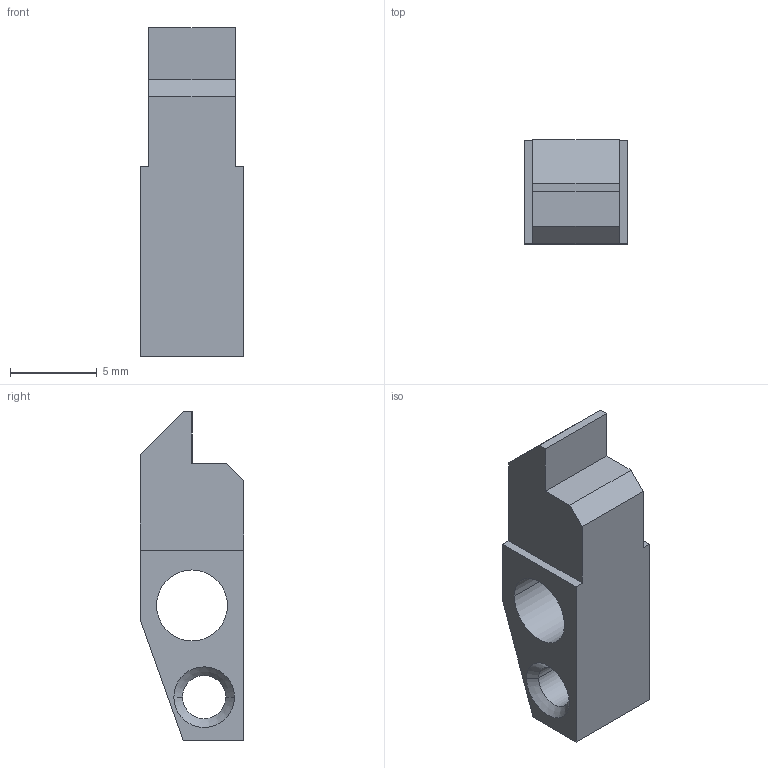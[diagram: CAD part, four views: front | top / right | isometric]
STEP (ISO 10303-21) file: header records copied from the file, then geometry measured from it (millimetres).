
FILE_DESCRIPTION(('CATIA V5 STEP Exchange'),'2;1');
FILE_NAME('First sear.stp','2020-08-11T07:32:27+00:00',('none'),('none'),'CATIA Version 5 Release 19 GA (IN-10)','CATIA V5 STEP AP203','none');
FILE_SCHEMA(('CONFIG_CONTROL_DESIGN'));
Length unit declared in the file: millimetre
Products named in the file (1): First sear
Bounding box: 6 x 6 x 19 mm (x, y, z)
Volume: 409.5 mm3; surface area: 530.8 mm2
Topology: 1 solids, 1 shells, 23 faces, 59 edges, 38 vertices
Faces by surface type: plane 15, cylinder 4, cone 4
Entity records: 716 total; most frequent: CARTESIAN_POINT 118, ORIENTED_EDGE 118, DIRECTION 99, EDGE_CURVE 59, VECTOR 47, LINE 47, VERTEX_POINT 38, AXIS2_PLACEMENT_3D 33
